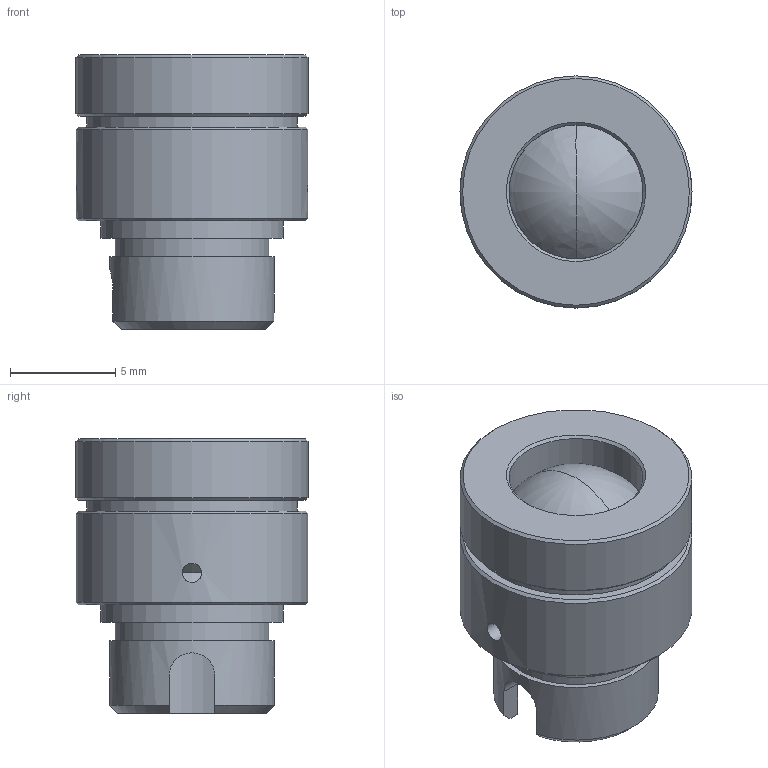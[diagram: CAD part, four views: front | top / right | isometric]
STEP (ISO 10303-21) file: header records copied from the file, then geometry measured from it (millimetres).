
FILE_DESCRIPTION(/* description */ (''),/* implementation_level */ '2;1');
FILE_NAME(/* name */ 'F230FC-B.step',/* time_stamp */ '2024-06-17T21:41:16-04:00',/* author */ (''),/* organization */ (''),/* preprocessor_version */ 'ST-DEVELOPER v20',/* originating_system */ 'Autodesk Translation Framework v12.20.1.177',/* authorisation */ '');
FILE_SCHEMA (('AUTOMOTIVE_DESIGN { 1 0 10303 214 3 1 1 }'));
Length unit declared in the file: millimetre
Products named in the file (1): F230FC-B-Step
Bounding box: 11 x 11 x 13 mm (x, y, z)
Volume: 756.7 mm3; surface area: 1183.7 mm2
Topology: 3 solids, 3 shells, 49 faces, 101 edges, 64 vertices
Faces by surface type: cylinder 18, plane 16, cone 13, bspline 2
Full cylindrical faces by diameter (mm): 0.914 x2, 1.27 x1, 2.502 x1, 5.512 x1, 6.071 x1, 6.34 x1, 6.35 x1, 6.858 x1, 7.292 x1, 7.8 x1, 8.631 x2, 8.636 x1, 9.98 x1, 10.996 x1, 11 x1
Entity records: 1826 total; most frequent: CARTESIAN_POINT 731, DIRECTION 233, ORIENTED_EDGE 198, EDGE_CURVE 99, AXIS2_PLACEMENT_3D 98, EDGE_LOOP 65, VERTEX_POINT 64, CIRCLE 50
